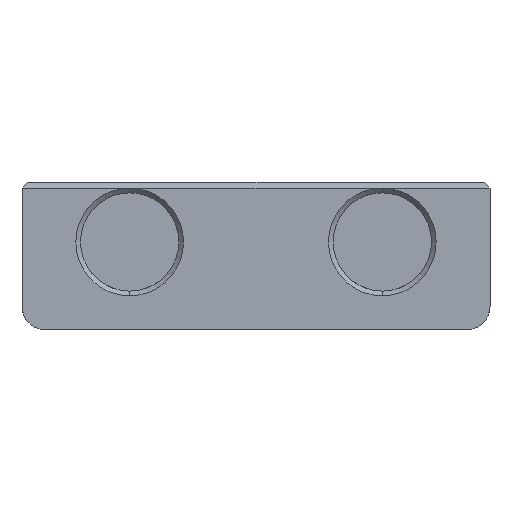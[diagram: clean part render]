
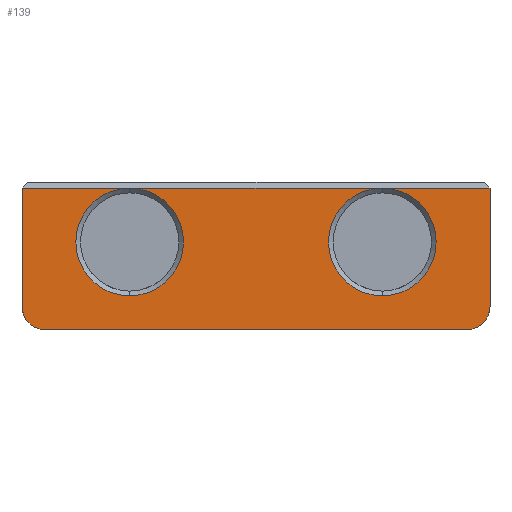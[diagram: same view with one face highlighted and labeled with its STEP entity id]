
A CAD part, front view. The second image highlights one B-rep face of the part: STEP entity #139.
In plain terms, the highlighted planar face has unit normal (0, -1, 0).
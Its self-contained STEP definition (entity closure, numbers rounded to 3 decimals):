
#8 = VERTEX_POINT ( 'NONE', #527 ) ;
#117 = CARTESIAN_POINT ( 'NONE',  ( -39.084, -210., -5.99 ) ) ;
#123 = PLANE ( 'NONE',  #1365 ) ;
#131 = EDGE_LOOP ( 'NONE', ( #663, #1863, #1418, #621, #1395, #1335, #740, #571, #566, #881, #637, #871 ) ) ;
#139 = ADVANCED_FACE ( 'NONE', ( #276 ), #123, .T. ) ;
#171 = VERTEX_POINT ( 'NONE', #1125 ) ;
#179 = EDGE_CURVE ( 'NONE', #1123, #1156, #886, .T. ) ;
#200 = DIRECTION ( 'NONE',  ( 0., -1., 0. ) ) ;
#239 = EDGE_CURVE ( 'NONE', #245, #1079, #1306, .T. ) ;
#245 = VERTEX_POINT ( 'NONE', #850 ) ;
#276 = FACE_OUTER_BOUND ( 'NONE', #131, .T. ) ;
#277 = DIRECTION ( 'NONE',  ( 0., 0., -1. ) ) ;
#299 = DIRECTION ( 'NONE',  ( 0., 0., 1. ) ) ;
#336 = DIRECTION ( 'NONE',  ( 0., 0., 1. ) ) ;
#337 = CARTESIAN_POINT ( 'NONE',  ( -24.684, -210., -8.74 ) ) ;
#342 = CARTESIAN_POINT ( 'NONE',  ( -43.684, -210., -3.44 ) ) ;
#347 = CARTESIAN_POINT ( 'NONE',  ( -39.084, -210., -8.29 ) ) ;
#415 = EDGE_CURVE ( 'NONE', #1168, #969, #1964, .T. ) ;
#423 = DIRECTION ( 'NONE',  ( 0., 1., 0. ) ) ;
#444 = CIRCLE ( 'NONE', #1276, 2.3 ) ;
#474 = VECTOR ( 'NONE', #1750, 1000. ) ;
#518 = LINE ( 'NONE', #1187, #1286 ) ;
#526 = CARTESIAN_POINT ( 'NONE',  ( -23.684, -210., -8.74 ) ) ;
#527 = CARTESIAN_POINT ( 'NONE',  ( -28.284, -210., -8.29 ) ) ;
#550 = LINE ( 'NONE', #660, #1723 ) ;
#559 = DIRECTION ( 'NONE',  ( 0., 1., 0. ) ) ;
#566 = ORIENTED_EDGE ( 'NONE', *, *, #415, .T. ) ;
#571 = ORIENTED_EDGE ( 'NONE', *, *, #853, .T. ) ;
#591 = CARTESIAN_POINT ( 'NONE',  ( -28.284, -210., -5.99 ) ) ;
#598 = CARTESIAN_POINT ( 'NONE',  ( -43.684, -210., -8.74 ) ) ;
#617 = EDGE_CURVE ( 'NONE', #888, #1053, #1901, .T. ) ;
#620 = DIRECTION ( 'NONE',  ( -1., 0., 0. ) ) ;
#621 = ORIENTED_EDGE ( 'NONE', *, *, #239, .T. ) ;
#637 = ORIENTED_EDGE ( 'NONE', *, *, #1292, .F. ) ;
#659 = AXIS2_PLACEMENT_3D ( 'NONE', #1037, #423, #277 ) ;
#660 = CARTESIAN_POINT ( 'NONE',  ( -43.684, -210., -3.69 ) ) ;
#663 = ORIENTED_EDGE ( 'NONE', *, *, #1876, .F. ) ;
#692 = AXIS2_PLACEMENT_3D ( 'NONE', #936, #1383, #1528 ) ;
#735 = CARTESIAN_POINT ( 'NONE',  ( -33.684, -210., 6.56 ) ) ;
#740 = ORIENTED_EDGE ( 'NONE', *, *, #918, .T. ) ;
#822 = CIRCLE ( 'NONE', #1932, 2.3 ) ;
#830 = EDGE_CURVE ( 'NONE', #1079, #8, #444, .T. ) ;
#850 = CARTESIAN_POINT ( 'NONE',  ( -23.684, -210., -3.69 ) ) ;
#853 = EDGE_CURVE ( 'NONE', #969, #1168, #822, .T. ) ;
#868 = DIRECTION ( 'NONE',  ( 0., 1., 0. ) ) ;
#871 = ORIENTED_EDGE ( 'NONE', *, *, #617, .T. ) ;
#881 = ORIENTED_EDGE ( 'NONE', *, *, #1502, .T. ) ;
#886 = CIRCLE ( 'NONE', #1146, 1. ) ;
#888 = VERTEX_POINT ( 'NONE', #598 ) ;
#902 = DIRECTION ( 'NONE',  ( 0., 0., -1. ) ) ;
#918 = EDGE_CURVE ( 'NONE', #1079, #969, #1398, .T. ) ;
#931 = DIRECTION ( 'NONE',  ( 0., 0., -1. ) ) ;
#936 = CARTESIAN_POINT ( 'NONE',  ( -42.684, -210., -8.74 ) ) ;
#969 = VERTEX_POINT ( 'NONE', #1830 ) ;
#984 = CARTESIAN_POINT ( 'NONE',  ( -43.684, -210., -3.69 ) ) ;
#1012 = LINE ( 'NONE', #1613, #1845 ) ;
#1037 = CARTESIAN_POINT ( 'NONE',  ( -39.084, -210., -5.99 ) ) ;
#1053 = VERTEX_POINT ( 'NONE', #1119 ) ;
#1056 = DIRECTION ( 'NONE',  ( 0., 1., 0. ) ) ;
#1079 = VERTEX_POINT ( 'NONE', #1107 ) ;
#1085 = VECTOR ( 'NONE', #620, 1000. ) ;
#1107 = CARTESIAN_POINT ( 'NONE',  ( -28.284, -210., -3.69 ) ) ;
#1119 = CARTESIAN_POINT ( 'NONE',  ( -42.684, -210., -9.74 ) ) ;
#1123 = VERTEX_POINT ( 'NONE', #1269 ) ;
#1125 = CARTESIAN_POINT ( 'NONE',  ( -43.684, -210., -3.69 ) ) ;
#1146 = AXIS2_PLACEMENT_3D ( 'NONE', #337, #200, #931 ) ;
#1156 = VERTEX_POINT ( 'NONE', #526 ) ;
#1159 = DIRECTION ( 'NONE',  ( -1., 0., 0. ) ) ;
#1167 = DIRECTION ( 'NONE',  ( 0., 0., -1. ) ) ;
#1168 = VERTEX_POINT ( 'NONE', #347 ) ;
#1187 = CARTESIAN_POINT ( 'NONE',  ( -23.684, -210., -3.44 ) ) ;
#1216 = VECTOR ( 'NONE', #336, 1000. ) ;
#1249 = CIRCLE ( 'NONE', #1314, 2.3 ) ;
#1269 = CARTESIAN_POINT ( 'NONE',  ( -24.684, -210., -9.74 ) ) ;
#1276 = AXIS2_PLACEMENT_3D ( 'NONE', #591, #868, #1462 ) ;
#1286 = VECTOR ( 'NONE', #1660, 1000. ) ;
#1292 = EDGE_CURVE ( 'NONE', #888, #171, #1738, .T. ) ;
#1306 = LINE ( 'NONE', #984, #474 ) ;
#1314 = AXIS2_PLACEMENT_3D ( 'NONE', #1804, #1056, #902 ) ;
#1335 = ORIENTED_EDGE ( 'NONE', *, *, #1347, .T. ) ;
#1347 = EDGE_CURVE ( 'NONE', #8, #1079, #1249, .T. ) ;
#1365 = AXIS2_PLACEMENT_3D ( 'NONE', #735, #1784, #299 ) ;
#1383 = DIRECTION ( 'NONE',  ( 0., -1., 0. ) ) ;
#1395 = ORIENTED_EDGE ( 'NONE', *, *, #830, .T. ) ;
#1398 = LINE ( 'NONE', #1664, #1085 ) ;
#1418 = ORIENTED_EDGE ( 'NONE', *, *, #1518, .F. ) ;
#1462 = DIRECTION ( 'NONE',  ( 0., 0., -1. ) ) ;
#1502 = EDGE_CURVE ( 'NONE', #969, #171, #550, .T. ) ;
#1518 = EDGE_CURVE ( 'NONE', #245, #1156, #518, .T. ) ;
#1528 = DIRECTION ( 'NONE',  ( 0., 0., -1. ) ) ;
#1613 = CARTESIAN_POINT ( 'NONE',  ( -43.684, -210., -9.74 ) ) ;
#1657 = DIRECTION ( 'NONE',  ( -1., 0., 0. ) ) ;
#1660 = DIRECTION ( 'NONE',  ( 0., 0., -1. ) ) ;
#1664 = CARTESIAN_POINT ( 'NONE',  ( -43.684, -210., -3.69 ) ) ;
#1723 = VECTOR ( 'NONE', #1159, 1000. ) ;
#1738 = LINE ( 'NONE', #342, #1216 ) ;
#1750 = DIRECTION ( 'NONE',  ( -1., 0., 0. ) ) ;
#1784 = DIRECTION ( 'NONE',  ( 0., -1., 0. ) ) ;
#1804 = CARTESIAN_POINT ( 'NONE',  ( -28.284, -210., -5.99 ) ) ;
#1830 = CARTESIAN_POINT ( 'NONE',  ( -39.084, -210., -3.69 ) ) ;
#1845 = VECTOR ( 'NONE', #1657, 1000. ) ;
#1863 = ORIENTED_EDGE ( 'NONE', *, *, #179, .T. ) ;
#1876 = EDGE_CURVE ( 'NONE', #1123, #1053, #1012, .T. ) ;
#1901 = CIRCLE ( 'NONE', #692, 1. ) ;
#1932 = AXIS2_PLACEMENT_3D ( 'NONE', #117, #559, #1167 ) ;
#1964 = CIRCLE ( 'NONE', #659, 2.3 ) ;
